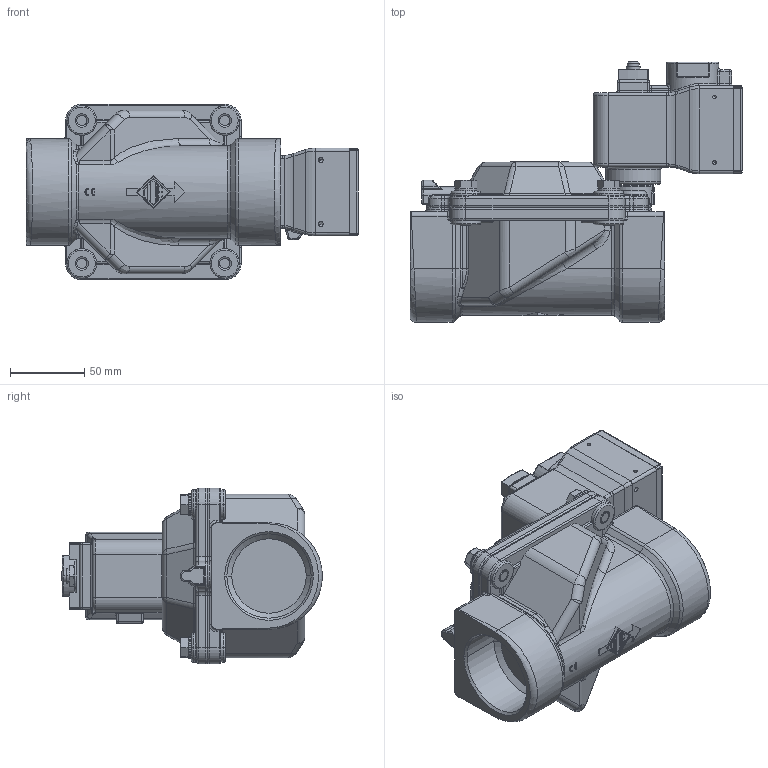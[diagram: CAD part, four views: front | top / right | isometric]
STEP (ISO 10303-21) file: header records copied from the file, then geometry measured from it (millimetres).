
FILE_DESCRIPTION((''),'2;1');
FILE_NAME('21W7KJB500_BDA_INGOMBRO_ASM','2009-10-01T',('romeri'),('O.D.E.'),'PRO/ENGINEER BY PARAMETRIC TECHNOLOGY CORPORATION, 2005450','PRO/ENGINEER BY PARAMETRIC TECHNOLOGY CORPORATION, 2005450','');
FILE_SCHEMA(('CONFIG_CONTROL_DESIGN'));
Length unit declared in the file: millimetre
Products named in the file (10): 4500W7_INGOMBRO; 450459_INGOMBRO; 451884_INGOMBRO; VITE_T_CIL_ESAG-INC_M4X10; 451578_INGOMBRO; 450145; 450146; ROSETTE_UNI_1751_M8; VITE_T_ESAGONALE_ISO_4_M8X25; 21W7KJB500_BDA_INGOMBRO_ASM
Assembly tree (16 placements, depth 2):
  21W7KJB500_BDA_INGOMBRO_ASM
    4500W7_INGOMBRO
    450459_INGOMBRO
    451884_INGOMBRO
    VITE_T_CIL_ESAG-INC_M4X10  x2
    451578_INGOMBRO
    450145
    450146
    ROSETTE_UNI_1751_M8  x4
    VITE_T_ESAGONALE_ISO_4_M8X25  x4
Bounding box: 223 x 174.95 x 118 mm (x, y, z)
Volume: 555574.2 mm3; surface area: 197158.2 mm2
Topology: 23 solids, 26 shells, 1850 faces, 4216 edges, 2456 vertices
Faces by surface type: cylinder 621, plane 473, bspline 265, torus 262, cone 167, sphere 62
Entity records: 65899 total; most frequent: CARTESIAN_POINT 16804, DIRECTION 7250, ORIENTED_EDGE 7162, EDGE_CURVE 3584, PRESENTATION_STYLE_ASSIGNMENT 3342, STYLED_ITEM 2872, AXIS2_PLACEMENT_3D 2856, CURVE_STYLE 2247
